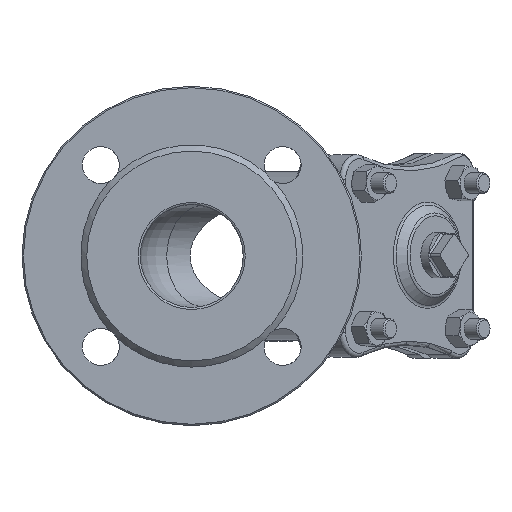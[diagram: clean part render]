
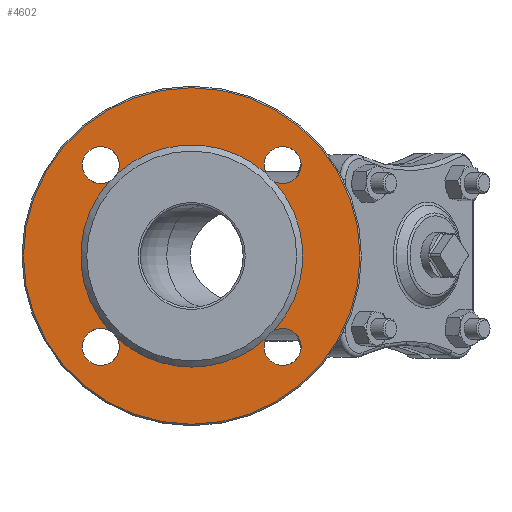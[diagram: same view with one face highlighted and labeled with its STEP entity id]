
A CAD part, left-side view. The second image highlights one B-rep face of the part: STEP entity #4602.
In plain terms, the highlighted planar face has unit normal (-1, 0, 0).
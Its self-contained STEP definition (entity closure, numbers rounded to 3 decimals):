
#154=FACE_BOUND('',#871,.T.);
#224=PLANE('',#5122);
#580=FACE_OUTER_BOUND('',#870,.T.);
#870=EDGE_LOOP('',(#3555));
#871=EDGE_LOOP('',(#3556,#3557,#3558,#3559,#3560,#3561,#3562,#3563,#3564,
#3565,#3566,#3567,#3568));
#1627=CIRCLE('',#5080,54.);
#1628=CIRCLE('',#5081,54.);
#1629=CIRCLE('',#5082,54.);
#1630=CIRCLE('',#5083,54.);
#1631=CIRCLE('',#5084,54.);
#1652=CIRCLE('',#5121,81.8);
#1653=CIRCLE('',#5123,9.);
#1654=CIRCLE('',#5124,9.);
#1655=CIRCLE('',#5125,9.);
#1656=CIRCLE('',#5126,9.);
#1657=CIRCLE('',#5127,9.);
#1658=CIRCLE('',#5128,9.);
#1659=CIRCLE('',#5129,9.);
#1660=CIRCLE('',#5130,9.);
#1981=VERTEX_POINT('',#8640);
#1982=VERTEX_POINT('',#8641);
#1983=VERTEX_POINT('',#8648);
#1984=VERTEX_POINT('',#8651);
#1985=VERTEX_POINT('',#8653);
#1986=VERTEX_POINT('',#8660);
#1987=VERTEX_POINT('',#8662);
#1988=VERTEX_POINT('',#8669);
#1989=VERTEX_POINT('',#8671);
#2014=VERTEX_POINT('',#8774);
#2015=VERTEX_POINT('',#8778);
#2016=VERTEX_POINT('',#8781);
#2017=VERTEX_POINT('',#8784);
#2018=VERTEX_POINT('',#8787);
#2524=EDGE_CURVE('',#1981,#1983,#1627,.T.);
#2526=EDGE_CURVE('',#1983,#1984,#1628,.T.);
#2528=EDGE_CURVE('',#1985,#1986,#1629,.T.);
#2530=EDGE_CURVE('',#1987,#1988,#1630,.T.);
#2532=EDGE_CURVE('',#1989,#1982,#1631,.T.);
#2568=EDGE_CURVE('',#2014,#2014,#1652,.T.);
#2570=EDGE_CURVE('',#1989,#2015,#1653,.T.);
#2571=EDGE_CURVE('',#2015,#1988,#1654,.T.);
#2572=EDGE_CURVE('',#1987,#2016,#1655,.T.);
#2573=EDGE_CURVE('',#2016,#1986,#1656,.T.);
#2574=EDGE_CURVE('',#1985,#2017,#1657,.T.);
#2575=EDGE_CURVE('',#2017,#1984,#1658,.T.);
#2576=EDGE_CURVE('',#1981,#2018,#1659,.T.);
#2577=EDGE_CURVE('',#2018,#1982,#1660,.T.);
#3555=ORIENTED_EDGE('',*,*,#2568,.F.);
#3556=ORIENTED_EDGE('',*,*,#2532,.F.);
#3557=ORIENTED_EDGE('',*,*,#2570,.T.);
#3558=ORIENTED_EDGE('',*,*,#2571,.T.);
#3559=ORIENTED_EDGE('',*,*,#2530,.F.);
#3560=ORIENTED_EDGE('',*,*,#2572,.T.);
#3561=ORIENTED_EDGE('',*,*,#2573,.T.);
#3562=ORIENTED_EDGE('',*,*,#2528,.F.);
#3563=ORIENTED_EDGE('',*,*,#2574,.T.);
#3564=ORIENTED_EDGE('',*,*,#2575,.T.);
#3565=ORIENTED_EDGE('',*,*,#2526,.F.);
#3566=ORIENTED_EDGE('',*,*,#2524,.F.);
#3567=ORIENTED_EDGE('',*,*,#2576,.T.);
#3568=ORIENTED_EDGE('',*,*,#2577,.T.);
#4602=ADVANCED_FACE('',(#580,#154),#224,.F.);
#5080=AXIS2_PLACEMENT_3D('',#8649,#6012,#6013);
#5081=AXIS2_PLACEMENT_3D('',#8652,#6015,#6016);
#5082=AXIS2_PLACEMENT_3D('',#8661,#6017,#6018);
#5083=AXIS2_PLACEMENT_3D('',#8670,#6019,#6020);
#5084=AXIS2_PLACEMENT_3D('',#8678,#6021,#6022);
#5121=AXIS2_PLACEMENT_3D('',#8775,#6106,#6107);
#5122=AXIS2_PLACEMENT_3D('',#8777,#6109,#6110);
#5123=AXIS2_PLACEMENT_3D('',#8779,#6111,#6112);
#5124=AXIS2_PLACEMENT_3D('',#8780,#6113,#6114);
#5125=AXIS2_PLACEMENT_3D('',#8782,#6115,#6116);
#5126=AXIS2_PLACEMENT_3D('',#8783,#6117,#6118);
#5127=AXIS2_PLACEMENT_3D('',#8785,#6119,#6120);
#5128=AXIS2_PLACEMENT_3D('',#8786,#6121,#6122);
#5129=AXIS2_PLACEMENT_3D('',#8788,#6123,#6124);
#5130=AXIS2_PLACEMENT_3D('',#8789,#6125,#6126);
#6012=DIRECTION('center_axis',(-1.,0.,0.));
#6013=DIRECTION('ref_axis',(0.,0.,1.));
#6015=DIRECTION('center_axis',(-1.,0.,0.));
#6016=DIRECTION('ref_axis',(0.,0.,1.));
#6017=DIRECTION('center_axis',(-1.,0.,0.));
#6018=DIRECTION('ref_axis',(0.,0.,1.));
#6019=DIRECTION('center_axis',(-1.,0.,0.));
#6020=DIRECTION('ref_axis',(0.,0.,1.));
#6021=DIRECTION('center_axis',(-1.,0.,0.));
#6022=DIRECTION('ref_axis',(0.,0.,1.));
#6106=DIRECTION('center_axis',(1.,0.,0.));
#6107=DIRECTION('ref_axis',(0.,1.,0.));
#6109=DIRECTION('center_axis',(1.,0.,0.));
#6110=DIRECTION('ref_axis',(0.,0.,-1.));
#6111=DIRECTION('center_axis',(1.,0.,0.));
#6112=DIRECTION('ref_axis',(0.,-1.,0.));
#6113=DIRECTION('center_axis',(1.,0.,0.));
#6114=DIRECTION('ref_axis',(0.,-1.,0.));
#6115=DIRECTION('center_axis',(1.,0.,0.));
#6116=DIRECTION('ref_axis',(0.,-1.,0.));
#6117=DIRECTION('center_axis',(1.,0.,0.));
#6118=DIRECTION('ref_axis',(0.,-1.,0.));
#6119=DIRECTION('center_axis',(1.,0.,0.));
#6120=DIRECTION('ref_axis',(0.,-1.,0.));
#6121=DIRECTION('center_axis',(1.,0.,0.));
#6122=DIRECTION('ref_axis',(0.,-1.,0.));
#6123=DIRECTION('center_axis',(1.,0.,0.));
#6124=DIRECTION('ref_axis',(0.,-1.,0.));
#6125=DIRECTION('center_axis',(1.,0.,0.));
#6126=DIRECTION('ref_axis',(0.,-1.,0.));
#8640=CARTESIAN_POINT('',(-207.,36.191,-40.078));
#8641=CARTESIAN_POINT('',(-207.,40.078,-36.191));
#8648=CARTESIAN_POINT('',(-207.,0.,-54.));
#8649=CARTESIAN_POINT('Origin',(-207.,0.,0.));
#8651=CARTESIAN_POINT('',(-207.,-36.191,-40.078));
#8652=CARTESIAN_POINT('Origin',(-207.,0.,0.));
#8653=CARTESIAN_POINT('',(-207.,-40.078,-36.191));
#8660=CARTESIAN_POINT('',(-207.,-40.078,36.191));
#8661=CARTESIAN_POINT('Origin',(-207.,0.,0.));
#8662=CARTESIAN_POINT('',(-207.,-36.191,40.078));
#8669=CARTESIAN_POINT('',(-207.,36.191,40.078));
#8670=CARTESIAN_POINT('Origin',(-207.,0.,0.));
#8671=CARTESIAN_POINT('',(-207.,40.078,36.191));
#8678=CARTESIAN_POINT('Origin',(-207.,0.,0.));
#8774=CARTESIAN_POINT('',(-207.,-81.8,0.));
#8775=CARTESIAN_POINT('Origin',(-207.,0.,0.));
#8777=CARTESIAN_POINT('Origin',(-207.,0.,0.));
#8778=CARTESIAN_POINT('',(-207.,53.194,44.194));
#8779=CARTESIAN_POINT('Origin',(-207.,44.194,44.194));
#8780=CARTESIAN_POINT('Origin',(-207.,44.194,44.194));
#8781=CARTESIAN_POINT('',(-207.,-35.194,44.194));
#8782=CARTESIAN_POINT('Origin',(-207.,-44.194,44.194));
#8783=CARTESIAN_POINT('Origin',(-207.,-44.194,44.194));
#8784=CARTESIAN_POINT('',(-207.,-35.194,-44.194));
#8785=CARTESIAN_POINT('Origin',(-207.,-44.194,-44.194));
#8786=CARTESIAN_POINT('Origin',(-207.,-44.194,-44.194));
#8787=CARTESIAN_POINT('',(-207.,53.194,-44.194));
#8788=CARTESIAN_POINT('Origin',(-207.,44.194,-44.194));
#8789=CARTESIAN_POINT('Origin',(-207.,44.194,-44.194));
